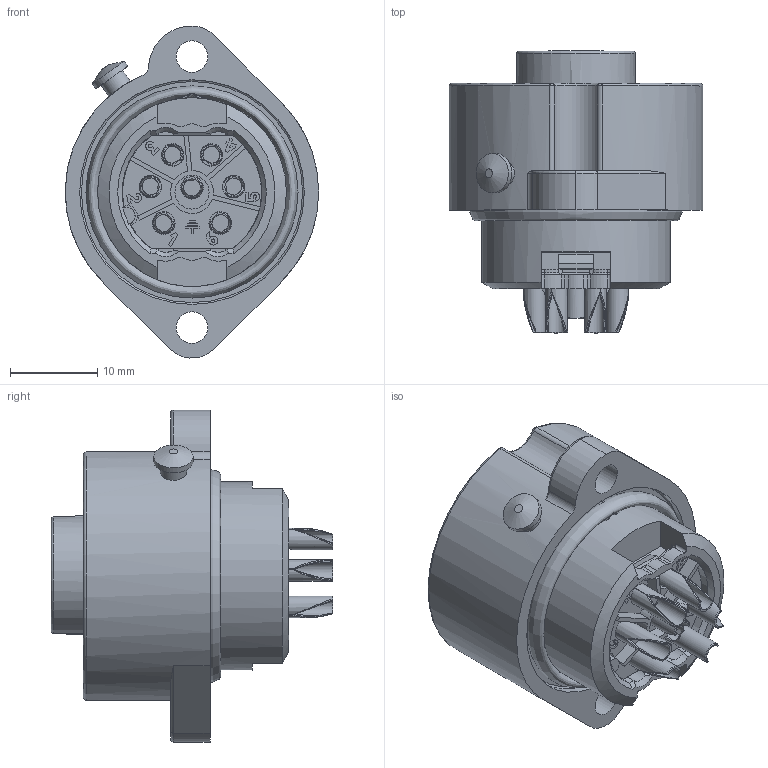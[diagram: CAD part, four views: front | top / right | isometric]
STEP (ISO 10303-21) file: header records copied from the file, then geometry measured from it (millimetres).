
FILE_DESCRIPTION(/* description */ (''),/* implementation_level */ '2;1');
FILE_NAME(/* name */ 'c016 30g006 x00 12nxc001-03.stp',/* time_stamp */ '2019-07-08T09:53:26+02:00',/* author */ (''),/* organization */ (''),/* preprocessor_version */ 'ST-DEVELOPER v16.7',/* originating_system */ 'SIEMENS PLM Software NX 12.0',/* authorisation */ '');
FILE_SCHEMA (('AUTOMOTIVE_DESIGN { 1 0 10303 214 3 1 1 1 }'));
Length unit declared in the file: millimetre
Products named in the file (1): c016 30g006 x00 12nxc001-03
Bounding box: 29 x 32.25 x 37.99 mm (x, y, z)
Volume: 12234.1 mm3; surface area: 10912.3 mm2
Topology: 2 solids, 2 shells, 1255 faces, 3366 edges, 2227 vertices
Faces by surface type: plane 754, cylinder 282, bspline 80, sphere 56, cone 41, extrusion 19, torus 18, revolution 5
Full cylindrical faces by diameter (mm): 0.384 x1, 1.7 x7, 2.6 x7, 3 x1, 3.6 x2, 3.9 x1, 4.5 x1, 13.6 x1, 18 x1, 21.2 x1, 21.6 x2, 25.7 x1
Entity records: 42859 total; most frequent: CARTESIAN_POINT 11690, ORIENTED_EDGE 6572, DIRECTION 5827, EDGE_CURVE 3286, VERTEX_POINT 2201, VECTOR 2114, LINE 2095, AXIS2_PLACEMENT_3D 1855
